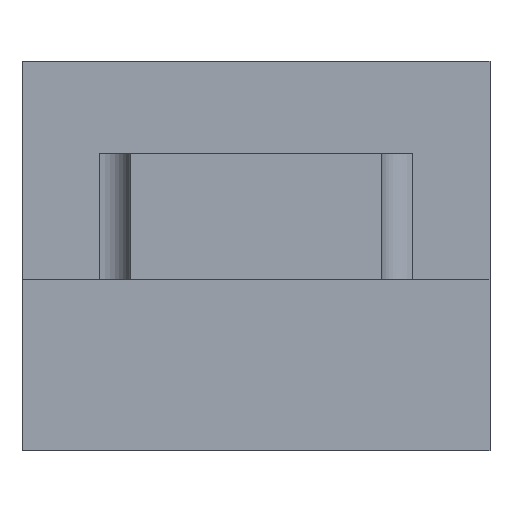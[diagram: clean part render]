
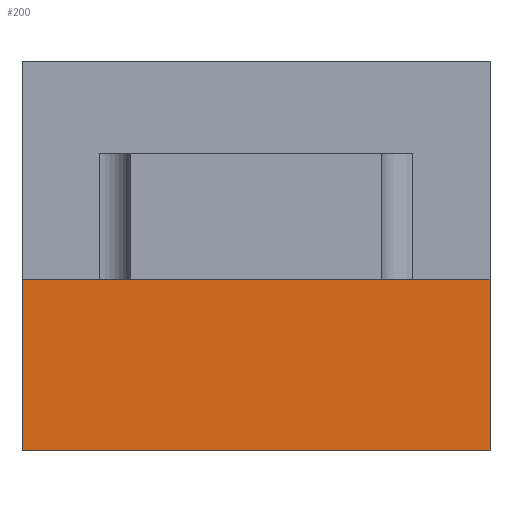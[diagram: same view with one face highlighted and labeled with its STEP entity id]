
A CAD part, front view. The second image highlights one B-rep face of the part: STEP entity #200.
In plain terms, the highlighted planar face has unit normal (0, -1, 0).
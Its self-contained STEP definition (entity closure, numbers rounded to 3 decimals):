
#2 = VERTEX_POINT ( 'NONE', #374 ) ;
#12 = CARTESIAN_POINT ( 'NONE',  ( 7.5, 6.512, -9.55 ) ) ;
#13 = CARTESIAN_POINT ( 'NONE',  ( 7.5, 6.512, -9.55 ) ) ;
#49 = AXIS2_PLACEMENT_3D ( 'NONE', #13, #421, #199 ) ;
#74 = DIRECTION ( 'NONE',  ( -1., 0., 0. ) ) ;
#85 = EDGE_CURVE ( 'NONE', #620, #2, #545, .T. ) ;
#94 = ORIENTED_EDGE ( 'NONE', *, *, #422, .F. ) ;
#99 = CARTESIAN_POINT ( 'NONE',  ( 7.5, 6.512, -4.05 ) ) ;
#112 = VERTEX_POINT ( 'NONE', #375 ) ;
#120 = EDGE_CURVE ( 'NONE', #620, #166, #419, .T. ) ;
#130 = PLANE ( 'NONE',  #49 ) ;
#138 = DIRECTION ( 'NONE',  ( 0., 0., 1. ) ) ;
#166 = VERTEX_POINT ( 'NONE', #710 ) ;
#199 = DIRECTION ( 'NONE',  ( 1., 0., 0. ) ) ;
#200 = ADVANCED_FACE ( 'NONE', ( #531 ), #130, .F. ) ;
#296 = DIRECTION ( 'NONE',  ( -1., 0., 0. ) ) ;
#301 = LINE ( 'NONE', #526, #456 ) ;
#330 = ORIENTED_EDGE ( 'NONE', *, *, #120, .F. ) ;
#374 = CARTESIAN_POINT ( 'NONE',  ( 7.5, 6.512, -4.05 ) ) ;
#375 = CARTESIAN_POINT ( 'NONE',  ( -7.5, 6.512, -4.05 ) ) ;
#419 = LINE ( 'NONE', #488, #467 ) ;
#421 = DIRECTION ( 'NONE',  ( 0., 1., 0. ) ) ;
#422 = EDGE_CURVE ( 'NONE', #166, #112, #301, .T. ) ;
#456 = VECTOR ( 'NONE', #748, 1000. ) ;
#467 = VECTOR ( 'NONE', #74, 1000. ) ;
#488 = CARTESIAN_POINT ( 'NONE',  ( 7.5, 6.512, -9.55 ) ) ;
#521 = LINE ( 'NONE', #99, #750 ) ;
#526 = CARTESIAN_POINT ( 'NONE',  ( -7.5, 6.512, -9.55 ) ) ;
#531 = FACE_OUTER_BOUND ( 'NONE', #730, .T. ) ;
#544 = ORIENTED_EDGE ( 'NONE', *, *, #85, .T. ) ;
#545 = LINE ( 'NONE', #12, #652 ) ;
#620 = VERTEX_POINT ( 'NONE', #672 ) ;
#652 = VECTOR ( 'NONE', #138, 1000. ) ;
#672 = CARTESIAN_POINT ( 'NONE',  ( 7.5, 6.512, -9.55 ) ) ;
#701 = ORIENTED_EDGE ( 'NONE', *, *, #717, .T. ) ;
#710 = CARTESIAN_POINT ( 'NONE',  ( -7.5, 6.512, -9.55 ) ) ;
#717 = EDGE_CURVE ( 'NONE', #2, #112, #521, .T. ) ;
#730 = EDGE_LOOP ( 'NONE', ( #701, #94, #330, #544 ) ) ;
#748 = DIRECTION ( 'NONE',  ( 0., 0., 1. ) ) ;
#750 = VECTOR ( 'NONE', #296, 1000. ) ;
